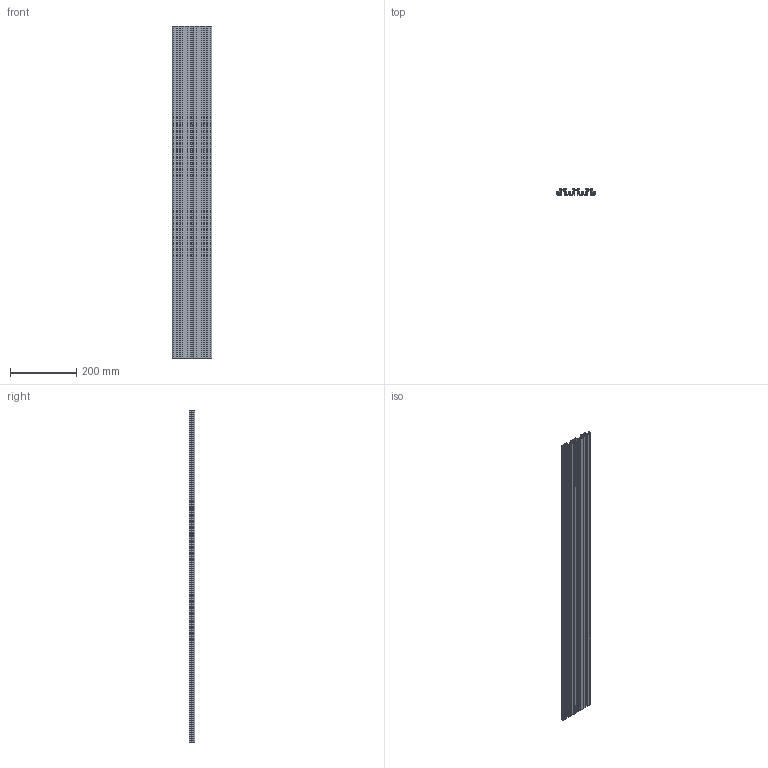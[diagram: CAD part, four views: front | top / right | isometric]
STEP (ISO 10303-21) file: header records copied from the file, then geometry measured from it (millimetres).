
FILE_DESCRIPTION(/* description */ (''),/* implementation_level */ '2;1');
FILE_NAME(/* name */ '10484 KriTec Trägerprofil 120 mit Nuten 8.stp',/* time_stamp */ '2020-03-24T15:52:34+01:00',/* author */ ('Nell'),/* organization */ (''),/* preprocessor_version */ 'ST-DEVELOPER v17',/* originating_system */ 'Autodesk Inventor 2018',/* authorisation */ '');
FILE_SCHEMA (('AUTOMOTIVE_DESIGN { 1 0 10303 214 3 1 1 }'));
Length unit declared in the file: millimetre
Products named in the file (1): 10484 KriTec Trägerprofil 120 mit Nuten 8
Bounding box: 120 x 16.5 x 1000 mm (x, y, z)
Volume: 597303.1 mm3; surface area: 641325.6 mm2
Topology: 1 solids, 1 shells, 302 faces, 900 edges, 600 vertices
Faces by surface type: plane 161, cylinder 141
Entity records: 10245 total; most frequent: CARTESIAN_POINT 1803, ORIENTED_EDGE 1800, DIRECTION 1788, EDGE_CURVE 900, LINE 618, VECTOR 618, VERTEX_POINT 600, AXIS2_PLACEMENT_3D 585
